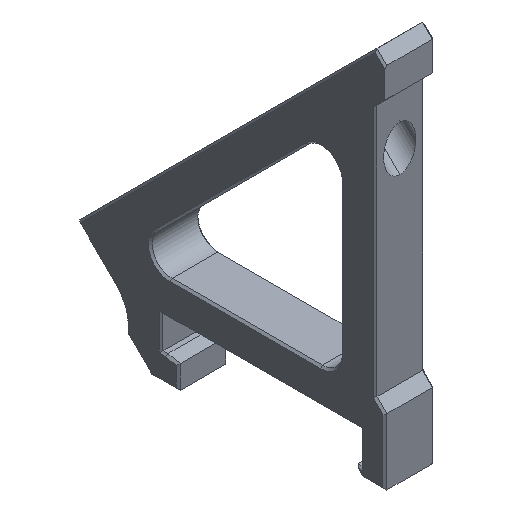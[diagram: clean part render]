
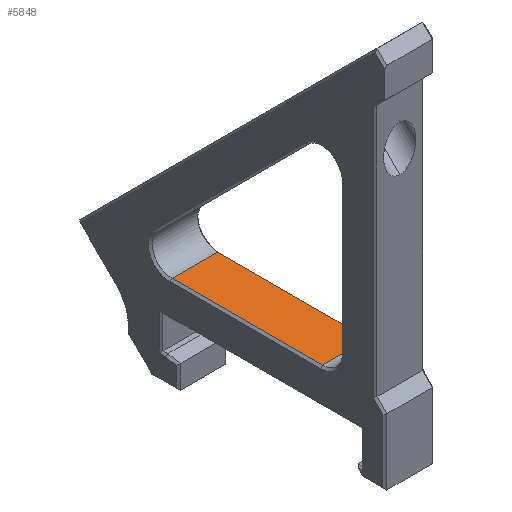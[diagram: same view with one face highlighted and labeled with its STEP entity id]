
A CAD part, isometric view. The second image highlights one B-rep face of the part: STEP entity #5848.
In plain terms, the highlighted planar face has unit normal (0, 0, 1).
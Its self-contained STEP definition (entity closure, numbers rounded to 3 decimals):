
#4448 = PLANE('',#4449);
#4449 = AXIS2_PLACEMENT_3D('',#4450,#4451,#4452);
#4450 = CARTESIAN_POINT('',(5.,0.,6.6));
#4451 = DIRECTION('',(0.707,0.,0.707)
  );
#4452 = DIRECTION('',(0.,1.,0.));
#4532 = PLANE('',#4533);
#4533 = AXIS2_PLACEMENT_3D('',#4534,#4535,#4536);
#4534 = CARTESIAN_POINT('',(-4.6,-1.848,7.));
#4535 = DIRECTION('',(0.707,0.,
    -0.707));
#4536 = DIRECTION('',(0.,-1.,0.));
#5584 = CYLINDRICAL_SURFACE('',#5585,4.);
#5585 = AXIS2_PLACEMENT_3D('',#5586,#5587,#5588);
#5586 = CARTESIAN_POINT('',(5.,-32.25,11.));
#5587 = DIRECTION('',(-1.,0.,0.));
#5588 = DIRECTION('',(0.,0.,1.));
#5665 = VERTEX_POINT('',#5666);
#5666 = CARTESIAN_POINT('',(4.6,-32.25,7.));
#5734 = VERTEX_POINT('',#5735);
#5735 = CARTESIAN_POINT('',(-4.6,-32.25,7.));
#5801 = EDGE_CURVE('',#5665,#5734,#5802,.T.);
#5802 = SURFACE_CURVE('',#5803,(#5807,#5836),.PCURVE_S1.);
#5803 = LINE('',#5804,#5805);
#5804 = CARTESIAN_POINT('',(5.,-32.25,7.));
#5805 = VECTOR('',#5806,1.);
#5806 = DIRECTION('',(-1.,0.,0.));
#5807 = PCURVE('',#5584,#5808);
#5808 = DEFINITIONAL_REPRESENTATION('',(#5809),#5835);
#5809 = B_SPLINE_CURVE_WITH_KNOTS('',3,(#5810,#5811,#5812,#5813,#5814,
    #5815,#5816,#5817,#5818,#5819,#5820,#5821,#5822,#5823,#5824,#5825,
    #5826,#5827,#5828,#5829,#5830,#5831,#5832,#5833,#5834),
  .UNSPECIFIED.,.F.,.F.,(4,1,1,1,1,1,1,1,1,1,1,1,1,1,1,1,1,1,1,1,1,1,4),
  (0.4,0.818,1.236,1.655,2.073,
    2.491,2.909,3.327,3.745,
    4.164,4.582,5.,5.418,5.836,
    6.255,6.673,7.091,7.509,
    7.927,8.345,8.764,9.182,9.6),
  .QUASI_UNIFORM_KNOTS.);
#5810 = CARTESIAN_POINT('',(3.142,0.4));
#5811 = CARTESIAN_POINT('',(3.142,0.539));
#5812 = CARTESIAN_POINT('',(3.142,0.818));
#5813 = CARTESIAN_POINT('',(3.142,1.236));
#5814 = CARTESIAN_POINT('',(3.142,1.655));
#5815 = CARTESIAN_POINT('',(3.142,2.073));
#5816 = CARTESIAN_POINT('',(3.142,2.491));
#5817 = CARTESIAN_POINT('',(3.142,2.909));
#5818 = CARTESIAN_POINT('',(3.142,3.327));
#5819 = CARTESIAN_POINT('',(3.142,3.745));
#5820 = CARTESIAN_POINT('',(3.142,4.164));
#5821 = CARTESIAN_POINT('',(3.142,4.582));
#5822 = CARTESIAN_POINT('',(3.142,5.));
#5823 = CARTESIAN_POINT('',(3.142,5.418));
#5824 = CARTESIAN_POINT('',(3.142,5.836));
#5825 = CARTESIAN_POINT('',(3.142,6.255));
#5826 = CARTESIAN_POINT('',(3.142,6.673));
#5827 = CARTESIAN_POINT('',(3.142,7.091));
#5828 = CARTESIAN_POINT('',(3.142,7.509));
#5829 = CARTESIAN_POINT('',(3.142,7.927));
#5830 = CARTESIAN_POINT('',(3.142,8.345));
#5831 = CARTESIAN_POINT('',(3.142,8.764));
#5832 = CARTESIAN_POINT('',(3.142,9.182));
#5833 = CARTESIAN_POINT('',(3.142,9.461));
#5834 = CARTESIAN_POINT('',(3.142,9.6));
#5835 = ( GEOMETRIC_REPRESENTATION_CONTEXT(2) 
PARAMETRIC_REPRESENTATION_CONTEXT() REPRESENTATION_CONTEXT('2D SPACE',''
  ) );
#5836 = PCURVE('',#5837,#5842);
#5837 = PLANE('',#5838);
#5838 = AXIS2_PLACEMENT_3D('',#5839,#5840,#5841);
#5839 = CARTESIAN_POINT('',(5.,-1.848,7.));
#5840 = DIRECTION('',(0.,0.,-1.));
#5841 = DIRECTION('',(0.,1.,0.));
#5842 = DEFINITIONAL_REPRESENTATION('',(#5843),#5847);
#5843 = LINE('',#5844,#5845);
#5844 = CARTESIAN_POINT('',(-30.402,0.));
#5845 = VECTOR('',#5846,1.);
#5846 = DIRECTION('',(0.,-1.));
#5847 = ( GEOMETRIC_REPRESENTATION_CONTEXT(2) 
PARAMETRIC_REPRESENTATION_CONTEXT() REPRESENTATION_CONTEXT('2D SPACE',''
  ) );
#5848 = ADVANCED_FACE('',(#5849),#5837,.F.);
#5849 = FACE_BOUND('',#5850,.T.);
#5850 = EDGE_LOOP('',(#5851,#5903,#5924,#5925));
#5851 = ORIENTED_EDGE('',*,*,#5852,.T.);
#5852 = EDGE_CURVE('',#5853,#5855,#5857,.T.);
#5853 = VERTEX_POINT('',#5854);
#5854 = CARTESIAN_POINT('',(4.6,-1.848,7.));
#5855 = VERTEX_POINT('',#5856);
#5856 = CARTESIAN_POINT('',(-4.6,-1.848,7.));
#5857 = SURFACE_CURVE('',#5858,(#5862,#5869),.PCURVE_S1.);
#5858 = LINE('',#5859,#5860);
#5859 = CARTESIAN_POINT('',(5.,-1.848,7.));
#5860 = VECTOR('',#5861,1.);
#5861 = DIRECTION('',(-1.,0.,0.));
#5862 = PCURVE('',#5837,#5863);
#5863 = DEFINITIONAL_REPRESENTATION('',(#5864),#5868);
#5864 = LINE('',#5865,#5866);
#5865 = CARTESIAN_POINT('',(0.,0.));
#5866 = VECTOR('',#5867,1.);
#5867 = DIRECTION('',(0.,-1.));
#5868 = ( GEOMETRIC_REPRESENTATION_CONTEXT(2) 
PARAMETRIC_REPRESENTATION_CONTEXT() REPRESENTATION_CONTEXT('2D SPACE',''
  ) );
#5869 = PCURVE('',#5870,#5875);
#5870 = CYLINDRICAL_SURFACE('',#5871,4.);
#5871 = AXIS2_PLACEMENT_3D('',#5872,#5873,#5874);
#5872 = CARTESIAN_POINT('',(5.,-1.848,11.));
#5873 = DIRECTION('',(-1.,0.,0.));
#5874 = DIRECTION('',(0.,0.,1.));
#5875 = DEFINITIONAL_REPRESENTATION('',(#5876),#5902);
#5876 = B_SPLINE_CURVE_WITH_KNOTS('',3,(#5877,#5878,#5879,#5880,#5881,
    #5882,#5883,#5884,#5885,#5886,#5887,#5888,#5889,#5890,#5891,#5892,
    #5893,#5894,#5895,#5896,#5897,#5898,#5899,#5900,#5901),
  .UNSPECIFIED.,.F.,.F.,(4,1,1,1,1,1,1,1,1,1,1,1,1,1,1,1,1,1,1,1,1,1,4),
  (0.4,0.818,1.236,1.655,2.073,
    2.491,2.909,3.327,3.745,
    4.164,4.582,5.,5.418,5.836,
    6.255,6.673,7.091,7.509,
    7.927,8.345,8.764,9.182,9.6),
  .QUASI_UNIFORM_KNOTS.);
#5877 = CARTESIAN_POINT('',(3.142,0.4));
#5878 = CARTESIAN_POINT('',(3.142,0.539));
#5879 = CARTESIAN_POINT('',(3.142,0.818));
#5880 = CARTESIAN_POINT('',(3.142,1.236));
#5881 = CARTESIAN_POINT('',(3.142,1.655));
#5882 = CARTESIAN_POINT('',(3.142,2.073));
#5883 = CARTESIAN_POINT('',(3.142,2.491));
#5884 = CARTESIAN_POINT('',(3.142,2.909));
#5885 = CARTESIAN_POINT('',(3.142,3.327));
#5886 = CARTESIAN_POINT('',(3.142,3.745));
#5887 = CARTESIAN_POINT('',(3.142,4.164));
#5888 = CARTESIAN_POINT('',(3.142,4.582));
#5889 = CARTESIAN_POINT('',(3.142,5.));
#5890 = CARTESIAN_POINT('',(3.142,5.418));
#5891 = CARTESIAN_POINT('',(3.142,5.836));
#5892 = CARTESIAN_POINT('',(3.142,6.255));
#5893 = CARTESIAN_POINT('',(3.142,6.673));
#5894 = CARTESIAN_POINT('',(3.142,7.091));
#5895 = CARTESIAN_POINT('',(3.142,7.509));
#5896 = CARTESIAN_POINT('',(3.142,7.927));
#5897 = CARTESIAN_POINT('',(3.142,8.345));
#5898 = CARTESIAN_POINT('',(3.142,8.764));
#5899 = CARTESIAN_POINT('',(3.142,9.182));
#5900 = CARTESIAN_POINT('',(3.142,9.461));
#5901 = CARTESIAN_POINT('',(3.142,9.6));
#5902 = ( GEOMETRIC_REPRESENTATION_CONTEXT(2) 
PARAMETRIC_REPRESENTATION_CONTEXT() REPRESENTATION_CONTEXT('2D SPACE',''
  ) );
#5903 = ORIENTED_EDGE('',*,*,#5904,.T.);
#5904 = EDGE_CURVE('',#5855,#5734,#5905,.T.);
#5905 = SURFACE_CURVE('',#5906,(#5910,#5917),.PCURVE_S1.);
#5906 = LINE('',#5907,#5908);
#5907 = CARTESIAN_POINT('',(-4.6,-1.848,7.));
#5908 = VECTOR('',#5909,1.);
#5909 = DIRECTION('',(0.,-1.,0.));
#5910 = PCURVE('',#5837,#5911);
#5911 = DEFINITIONAL_REPRESENTATION('',(#5912),#5916);
#5912 = LINE('',#5913,#5914);
#5913 = CARTESIAN_POINT('',(0.,-9.6));
#5914 = VECTOR('',#5915,1.);
#5915 = DIRECTION('',(-1.,0.));
#5916 = ( GEOMETRIC_REPRESENTATION_CONTEXT(2) 
PARAMETRIC_REPRESENTATION_CONTEXT() REPRESENTATION_CONTEXT('2D SPACE',''
  ) );
#5917 = PCURVE('',#4532,#5918);
#5918 = DEFINITIONAL_REPRESENTATION('',(#5919),#5923);
#5919 = LINE('',#5920,#5921);
#5920 = CARTESIAN_POINT('',(0.,0.));
#5921 = VECTOR('',#5922,1.);
#5922 = DIRECTION('',(1.,0.));
#5923 = ( GEOMETRIC_REPRESENTATION_CONTEXT(2) 
PARAMETRIC_REPRESENTATION_CONTEXT() REPRESENTATION_CONTEXT('2D SPACE',''
  ) );
#5924 = ORIENTED_EDGE('',*,*,#5801,.F.);
#5925 = ORIENTED_EDGE('',*,*,#5926,.T.);
#5926 = EDGE_CURVE('',#5665,#5853,#5927,.T.);
#5927 = SURFACE_CURVE('',#5928,(#5932,#5939),.PCURVE_S1.);
#5928 = LINE('',#5929,#5930);
#5929 = CARTESIAN_POINT('',(4.6,-1.848,7.));
#5930 = VECTOR('',#5931,1.);
#5931 = DIRECTION('',(0.,1.,0.));
#5932 = PCURVE('',#5837,#5933);
#5933 = DEFINITIONAL_REPRESENTATION('',(#5934),#5938);
#5934 = LINE('',#5935,#5936);
#5935 = CARTESIAN_POINT('',(0.,-0.4));
#5936 = VECTOR('',#5937,1.);
#5937 = DIRECTION('',(1.,0.));
#5938 = ( GEOMETRIC_REPRESENTATION_CONTEXT(2) 
PARAMETRIC_REPRESENTATION_CONTEXT() REPRESENTATION_CONTEXT('2D SPACE',''
  ) );
#5939 = PCURVE('',#4448,#5940);
#5940 = DEFINITIONAL_REPRESENTATION('',(#5941),#5945);
#5941 = LINE('',#5942,#5943);
#5942 = CARTESIAN_POINT('',(-1.848,0.566));
#5943 = VECTOR('',#5944,1.);
#5944 = DIRECTION('',(1.,0.));
#5945 = ( GEOMETRIC_REPRESENTATION_CONTEXT(2) 
PARAMETRIC_REPRESENTATION_CONTEXT() REPRESENTATION_CONTEXT('2D SPACE',''
  ) );
